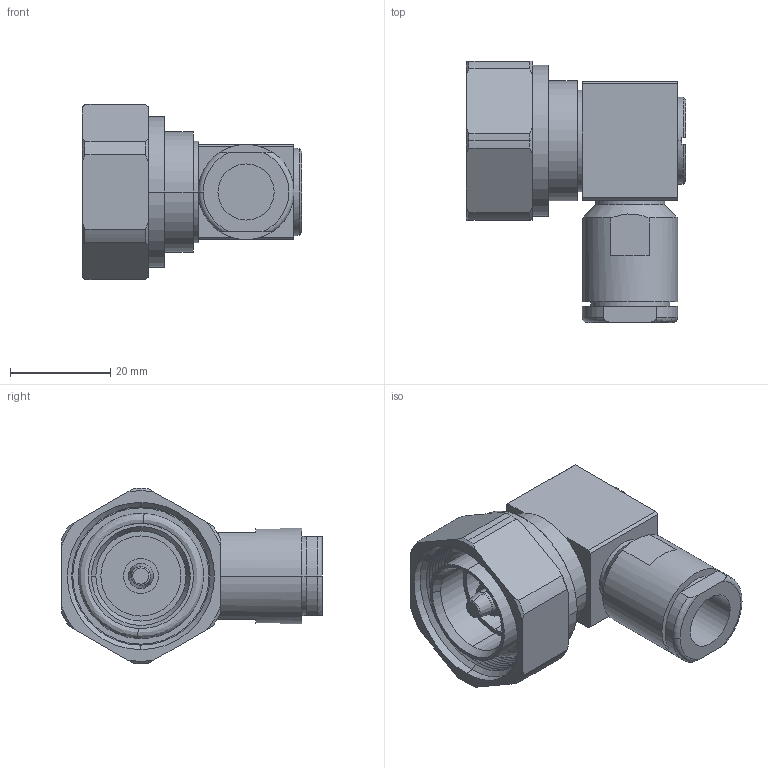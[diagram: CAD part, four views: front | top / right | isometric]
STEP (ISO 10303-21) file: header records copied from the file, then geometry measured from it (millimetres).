
FILE_DESCRIPTION (( 'STEP AP203' ), '1' );
FILE_NAME ('3190-1671(TC-400-716MC-RA).STEP', '2019-05-08T08:37:01', ( '' ), ( '' ), 'SwSTEP 2.0', 'SolidWorks 2017', '' );
FILE_SCHEMA (( 'CONFIG_CONTROL_DESIGN' ));
Length unit declared in the file: millimetre
Products named in the file (1): 3190-1671(TC-400-716MC-RA)
Bounding box: 43.75 x 52.11 x 35 mm (x, y, z)
Volume: 26074.4 mm3; surface area: 11843.4 mm2
Topology: 2 solids, 3 shells, 182 faces, 411 edges, 248 vertices
Faces by surface type: cylinder 62, cone 62, plane 47, bspline 8, torus 3
Entity records: 5325 total; most frequent: CARTESIAN_POINT 1122, DIRECTION 924, ORIENTED_EDGE 822, EDGE_CURVE 411, AXIS2_PLACEMENT_3D 374, VERTEX_POINT 248, CIRCLE 199, EDGE_LOOP 199
